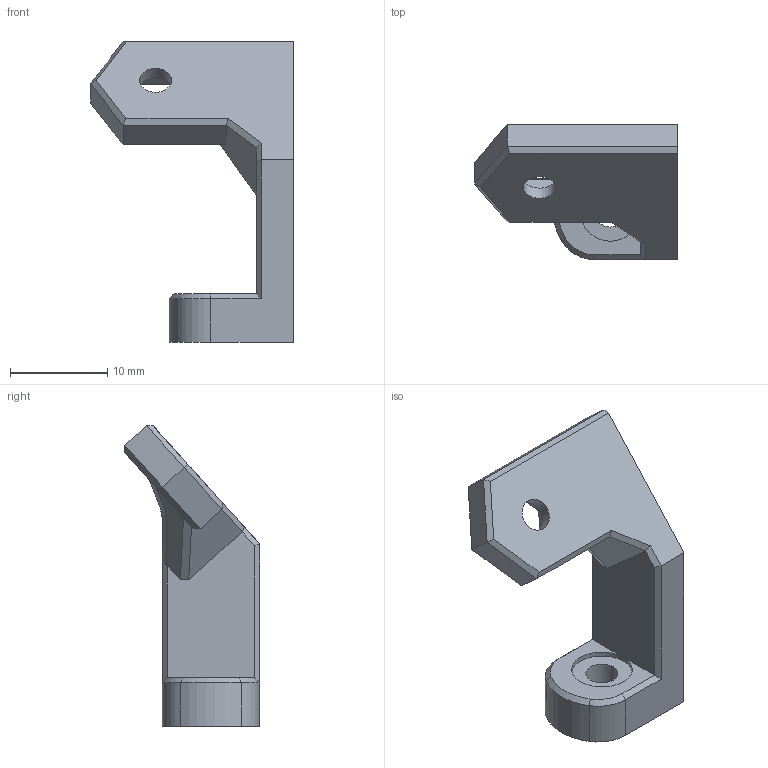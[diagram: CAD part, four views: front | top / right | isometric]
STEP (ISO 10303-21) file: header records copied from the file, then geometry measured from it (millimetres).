
FILE_DESCRIPTION(/* description */ (''),/* implementation_level */ '2;1');
FILE_NAME(/* name */ 'fan holder.step',/* time_stamp */ '2019-03-25T10:39:39+01:00',/* author */ (''),/* organization */ (''),/* preprocessor_version */ 'ST-DEVELOPER v17.2',/* originating_system */ 'Autodesk Translation Framework v7.6.0.251',/* authorisation */ '');
FILE_SCHEMA (('AUTOMOTIVE_DESIGN { 1 0 10303 214 3 1 1 }'));
Length unit declared in the file: millimetre
Products named in the file (1): fan holder
Bounding box: 20.85 x 13.88 x 30.9 mm (x, y, z)
Volume: 2034.7 mm3; surface area: 1565.3 mm2
Topology: 1 solids, 1 shells, 57 faces, 137 edges, 83 vertices
Faces by surface type: plane 48, cylinder 6, cone 3
Full cylindrical faces by diameter (mm): 3.298 x1, 3.3 x1, 6.2 x1
Entity records: 1655 total; most frequent: CARTESIAN_POINT 278, ORIENTED_EDGE 274, DIRECTION 269, EDGE_CURVE 137, LINE 121, VECTOR 121, VERTEX_POINT 83, AXIS2_PLACEMENT_3D 74
